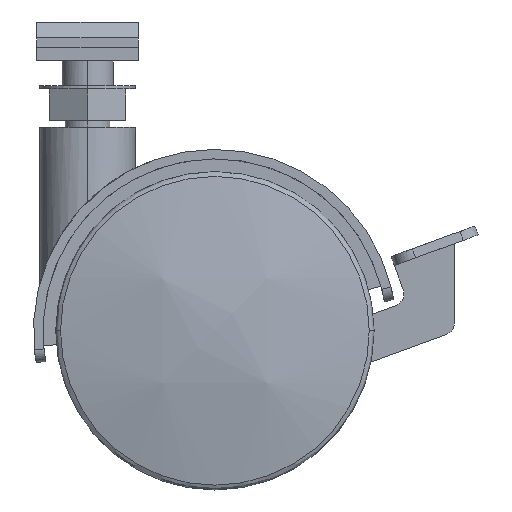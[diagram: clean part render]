
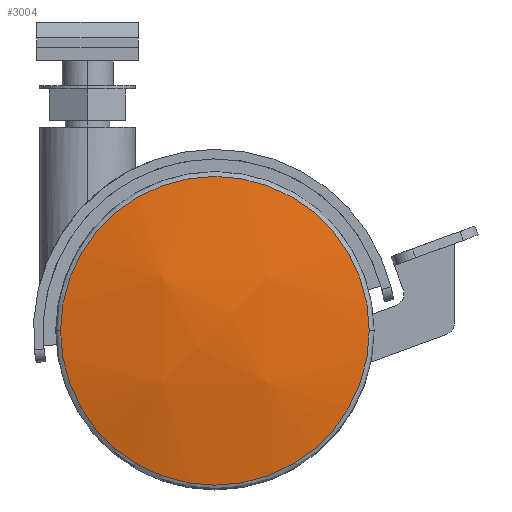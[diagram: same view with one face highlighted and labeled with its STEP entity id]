
A CAD part, front view. The second image highlights one B-rep face of the part: STEP entity #3004.
In plain terms, the highlighted free-form (B-spline) face has degree [3, 3] with [4, 4] control points.
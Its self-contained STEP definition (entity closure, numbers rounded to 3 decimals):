
#118 = DIRECTION ( 'NONE',  ( -1., 0., 0. ) ) ;
#123 = CARTESIAN_POINT ( 'NONE',  ( -4.242, -22.517, -38. ) ) ;
#135 = DIRECTION ( 'NONE',  ( 0., 1., 0. ) ) ;
#252 = FACE_OUTER_BOUND ( 'NONE', #1877, .T. ) ;
#421 = ORIENTED_EDGE ( 'NONE', *, *, #3398, .F. ) ;
#441 = CARTESIAN_POINT ( 'NONE',  ( 44.674, -23.422, -46.182 ) ) ;
#473 = CARTESIAN_POINT ( 'NONE',  ( 28.448, -23.407, -62.963 ) ) ;
#672 = AXIS2_PLACEMENT_3D ( 'NONE', #2288, #135, #118 ) ;
#726 = CARTESIAN_POINT ( 'NONE',  ( 44.674, -19.404, -61.942 ) ) ;
#733 = CARTESIAN_POINT ( 'NONE',  ( 11.704, -27.618, -29.572 ) ) ;
#921 = VERTEX_POINT ( 'NONE', #2552 ) ;
#995 = CARTESIAN_POINT ( 'NONE',  ( 28.448, -23.433, -13.137 ) ) ;
#1007 = CARTESIAN_POINT ( 'NONE',  ( 11.704, -23.42, -62.966 ) ) ;
#1278 = CARTESIAN_POINT ( 'NONE',  ( -4.528, -23.46, -46.185 ) ) ;
#1368 = VERTEX_POINT ( 'NONE', #123 ) ;
#1516 = CARTESIAN_POINT ( 'NONE',  ( 44.674, -23.431, -29.918 ) ) ;
#1520 =( BOUNDED_SURFACE ( )  B_SPLINE_SURFACE ( 3, 3, ( 
 ( #3110, #1516, #441, #726 ),
 ( #995, #3119, #2065, #473 ),
 ( #2333, #733, #2604, #1007 ),
 ( #3400, #2870, #1278, #3137 ) ),
 .UNSPECIFIED., .F., .F., .F. ) 
 B_SPLINE_SURFACE_WITH_KNOTS ( ( 4, 4 ),
 ( 4, 4 ),
 ( 0., 1. ),
 ( 0., 1. ),
 .UNSPECIFIED. ) 
 GEOMETRIC_REPRESENTATION_ITEM ( )  RATIONAL_B_SPLINE_SURFACE ( (
 ( 1., 0.979, 0.979, 1.),
 ( 0.98, 0.959, 0.959, 0.98),
 ( 0.98, 0.959, 0.959, 0.98),
 ( 1., 0.979, 0.979, 1.) ) ) 
 REPRESENTATION_ITEM ( '' )  SURFACE ( )  );
#1591 = EDGE_CURVE ( 'NONE', #1368, #921, #1901, .T. ) ;
#1637 = DIRECTION ( 'NONE',  ( 0., 1., 0. ) ) ;
#1877 = EDGE_LOOP ( 'NONE', ( #2340, #421 ) ) ;
#1901 = CIRCLE ( 'NONE', #2025, 24.242 ) ;
#1922 = DIRECTION ( 'NONE',  ( -1., 0., 0. ) ) ;
#2025 = AXIS2_PLACEMENT_3D ( 'NONE', #2697, #1637, #1922 ) ;
#2065 = CARTESIAN_POINT ( 'NONE',  ( 28.448, -27.597, -46.531 ) ) ;
#2288 = CARTESIAN_POINT ( 'NONE',  ( 20., -22.517, -38. ) ) ;
#2333 = CARTESIAN_POINT ( 'NONE',  ( 11.704, -23.445, -13.134 ) ) ;
#2340 = ORIENTED_EDGE ( 'NONE', *, *, #1591, .F. ) ;
#2552 = CARTESIAN_POINT ( 'NONE',  ( 44.242, -22.517, -38. ) ) ;
#2604 = CARTESIAN_POINT ( 'NONE',  ( 11.704, -27.61, -46.532 ) ) ;
#2697 = CARTESIAN_POINT ( 'NONE',  ( 20., -22.517, -38. ) ) ;
#2870 = CARTESIAN_POINT ( 'NONE',  ( -4.528, -23.468, -29.915 ) ) ;
#2974 = CIRCLE ( 'NONE', #672, 24.242 ) ;
#3004 = ADVANCED_FACE ( 'NONE', ( #252 ), #1520, .T. ) ;
#3110 = CARTESIAN_POINT ( 'NONE',  ( 44.674, -19.428, -14.153 ) ) ;
#3119 = CARTESIAN_POINT ( 'NONE',  ( 28.448, -27.606, -29.573 ) ) ;
#3137 = CARTESIAN_POINT ( 'NONE',  ( -4.528, -19.44, -61.951 ) ) ;
#3398 = EDGE_CURVE ( 'NONE', #921, #1368, #2974, .T. ) ;
#3400 = CARTESIAN_POINT ( 'NONE',  ( -4.528, -19.464, -14.144 ) ) ;
